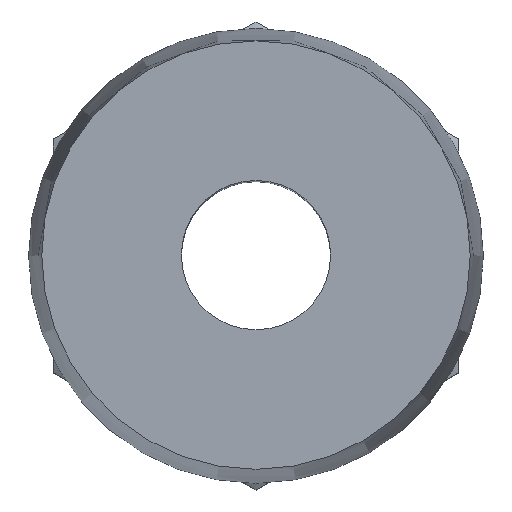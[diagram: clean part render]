
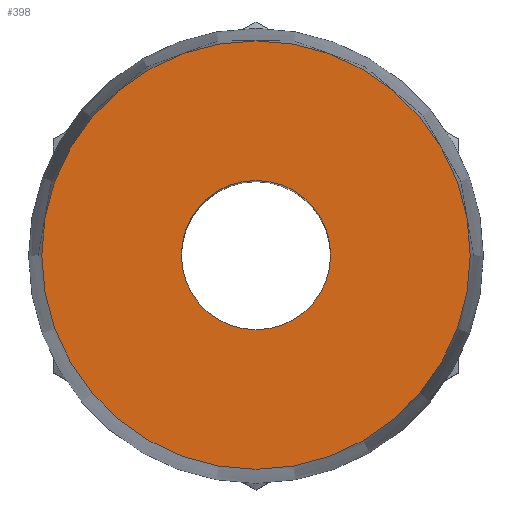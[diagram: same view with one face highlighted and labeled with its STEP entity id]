
A CAD part, top view. The second image highlights one B-rep face of the part: STEP entity #398.
In plain terms, the highlighted planar face has unit normal (0, 0, 1).
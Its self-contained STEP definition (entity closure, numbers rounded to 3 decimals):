
#35=PLANE('',#453);
#56=CIRCLE('',#451,10.048);
#58=CIRCLE('',#454,3.5);
#101=ORIENTED_EDGE('',*,*,#207,.T.);
#102=ORIENTED_EDGE('',*,*,#205,.F.);
#205=EDGE_CURVE('',#250,#250,#56,.T.);
#207=EDGE_CURVE('',#252,#252,#58,.T.);
#250=VERTEX_POINT('',#722);
#252=VERTEX_POINT('',#727);
#299=EDGE_LOOP('',(#101));
#300=EDGE_LOOP('',(#102));
#341=FACE_BOUND('',#299,.T.);
#342=FACE_BOUND('',#300,.T.);
#398=ADVANCED_FACE('',(#341,#342),#35,.T.);
#451=AXIS2_PLACEMENT_3D('',#721,#527,#528);
#453=AXIS2_PLACEMENT_3D('',#725,#531,#532);
#454=AXIS2_PLACEMENT_3D('',#726,#533,#534);
#527=DIRECTION('',(0.,0.,-1.));
#528=DIRECTION('',(-1.,0.,0.));
#531=DIRECTION('',(0.,0.,1.));
#532=DIRECTION('',(1.,0.,0.));
#533=DIRECTION('',(0.,0.,-1.));
#534=DIRECTION('',(-1.,0.,0.));
#721=CARTESIAN_POINT('',(0.,0.,19.8));
#722=CARTESIAN_POINT('',(-10.048,0.,19.8));
#725=CARTESIAN_POINT('',(0.,10.048,19.8));
#726=CARTESIAN_POINT('',(0.,0.,19.8));
#727=CARTESIAN_POINT('',(-3.5,0.,19.8));
